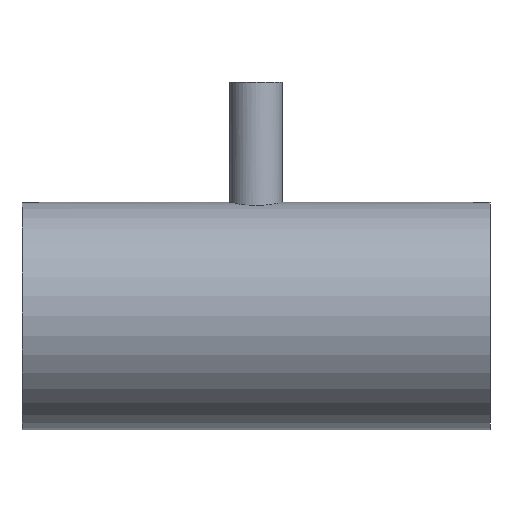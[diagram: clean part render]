
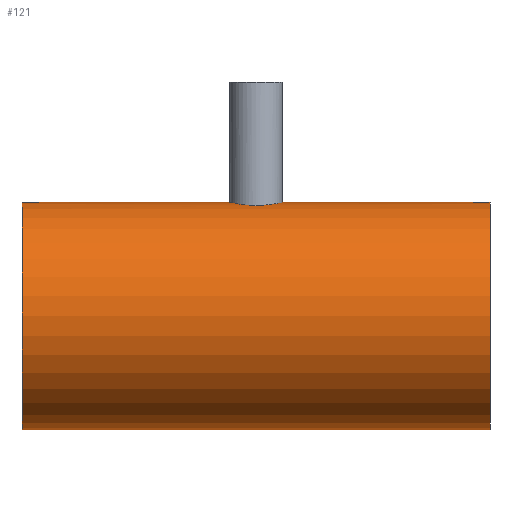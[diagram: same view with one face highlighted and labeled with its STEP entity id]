
A CAD part, front view. The second image highlights one B-rep face of the part: STEP entity #121.
In plain terms, the highlighted cylindrical face has radius 82.6 mm (diameter 165.2 mm), a full revolution.
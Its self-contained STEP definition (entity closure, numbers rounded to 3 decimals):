
#21=FACE_BOUND('',#39,.T.);
#28=FACE_OUTER_BOUND('',#38,.T.);
#38=EDGE_LOOP('',(#104,#105,#106,#107));
#39=EDGE_LOOP('',(#108,#109));
#46=CIRCLE('',#152,82.6);
#47=CIRCLE('',#154,82.6);
#51=LINE('',#350,#55);
#55=VECTOR('',#185,82.6);
#58=B_SPLINE_CURVE_WITH_KNOTS('',3,(#275,#276,#277,#278,#279,#280,#281,
#282,#283,#284,#285,#286,#287,#288,#289,#290,#291,#292),.UNSPECIFIED.,.F.,
 .F.,(4,2,2,2,2,2,2,2,4),(0.,0.36,0.72,1.081,
1.441,1.801,2.161,2.521,2.882),
 .UNSPECIFIED.);
#59=B_SPLINE_CURVE_WITH_KNOTS('',3,(#293,#294,#295,#296,#297,#298,#299,
#300,#301,#302,#303,#304,#305,#306,#307,#308,#309,#310,#311,#312,#313,#314,
#315,#316,#317,#318,#319,#320,#321,#322,#323,#324,#325,#326,#327,#328,#329,
#330,#331,#332,#333,#334,#335,#336,#337,#338,#339,#340,#341,#342),
 .UNSPECIFIED.,.F.,.F.,(4,2,2,2,2,2,2,2,2,2,2,2,2,2,2,2,2,2,2,2,2,2,2,2,
4),(2.882,3.242,3.602,3.962,
4.322,4.682,5.043,5.403,5.763,
6.123,6.484,6.844,7.204,7.564,
7.924,8.284,8.645,9.005,9.365,
9.725,10.085,10.446,10.806,11.166,
11.526),.UNSPECIFIED.);
#66=VERTEX_POINT('',#272);
#67=VERTEX_POINT('',#274);
#68=VERTEX_POINT('',#345);
#69=VERTEX_POINT('',#348);
#79=EDGE_CURVE('',#67,#66,#58,.T.);
#80=EDGE_CURVE('',#66,#67,#59,.T.);
#81=EDGE_CURVE('',#68,#68,#46,.T.);
#82=EDGE_CURVE('',#69,#69,#47,.T.);
#83=EDGE_CURVE('',#69,#68,#51,.T.);
#104=ORIENTED_EDGE('',*,*,#82,.F.);
#105=ORIENTED_EDGE('',*,*,#83,.T.);
#106=ORIENTED_EDGE('',*,*,#81,.F.);
#107=ORIENTED_EDGE('',*,*,#83,.F.);
#108=ORIENTED_EDGE('',*,*,#79,.T.);
#109=ORIENTED_EDGE('',*,*,#80,.T.);
#115=CYLINDRICAL_SURFACE('',#153,82.6);
#121=ADVANCED_FACE('',(#28,#21),#115,.T.);
#152=AXIS2_PLACEMENT_3D('',#346,#179,#180);
#153=AXIS2_PLACEMENT_3D('',#347,#181,#182);
#154=AXIS2_PLACEMENT_3D('',#349,#183,#184);
#179=DIRECTION('center_axis',(-1.,0.,0.));
#180=DIRECTION('ref_axis',(0.,1.,0.));
#181=DIRECTION('center_axis',(1.,0.,0.));
#182=DIRECTION('ref_axis',(0.,1.,0.));
#183=DIRECTION('center_axis',(1.,0.,0.));
#184=DIRECTION('ref_axis',(0.,1.,0.));
#185=DIRECTION('',(-1.,0.,0.));
#272=CARTESIAN_POINT('',(-19.05,0.,82.6));
#274=CARTESIAN_POINT('',(0.,-19.05,80.373));
#275=CARTESIAN_POINT('Ctrl Pts',(0.,-19.05,80.373));
#276=CARTESIAN_POINT('Ctrl Pts',(-1.201,-19.05,80.373));
#277=CARTESIAN_POINT('Ctrl Pts',(-2.441,-18.935,80.401));
#278=CARTESIAN_POINT('Ctrl Pts',(-4.905,-18.45,80.513));
#279=CARTESIAN_POINT('Ctrl Pts',(-6.129,-18.082,80.598));
#280=CARTESIAN_POINT('Ctrl Pts',(-8.475,-17.108,80.81));
#281=CARTESIAN_POINT('Ctrl Pts',(-9.598,-16.503,80.938));
#282=CARTESIAN_POINT('Ctrl Pts',(-11.674,-15.106,81.21));
#283=CARTESIAN_POINT('Ctrl Pts',(-12.627,-14.314,81.355));
#284=CARTESIAN_POINT('Ctrl Pts',(-14.314,-12.627,81.634));
#285=CARTESIAN_POINT('Ctrl Pts',(-15.106,-11.674,81.778));
#286=CARTESIAN_POINT('Ctrl Pts',(-16.503,-9.598,82.047));
#287=CARTESIAN_POINT('Ctrl Pts',(-17.108,-8.475,82.173));
#288=CARTESIAN_POINT('Ctrl Pts',(-18.082,-6.129,82.381));
#289=CARTESIAN_POINT('Ctrl Pts',(-18.45,-4.905,82.463));
#290=CARTESIAN_POINT('Ctrl Pts',(-18.935,-2.441,82.573));
#291=CARTESIAN_POINT('Ctrl Pts',(-19.05,-1.201,82.6));
#292=CARTESIAN_POINT('Ctrl Pts',(-19.05,0.,82.6));
#293=CARTESIAN_POINT('Ctrl Pts',(-19.05,0.,82.6));
#294=CARTESIAN_POINT('Ctrl Pts',(-19.05,1.201,82.6));
#295=CARTESIAN_POINT('Ctrl Pts',(-18.935,2.441,82.573));
#296=CARTESIAN_POINT('Ctrl Pts',(-18.45,4.905,82.463));
#297=CARTESIAN_POINT('Ctrl Pts',(-18.082,6.129,82.381));
#298=CARTESIAN_POINT('Ctrl Pts',(-17.108,8.475,82.173));
#299=CARTESIAN_POINT('Ctrl Pts',(-16.503,9.598,82.047));
#300=CARTESIAN_POINT('Ctrl Pts',(-15.106,11.674,81.778));
#301=CARTESIAN_POINT('Ctrl Pts',(-14.314,12.627,81.634));
#302=CARTESIAN_POINT('Ctrl Pts',(-12.627,14.314,81.355));
#303=CARTESIAN_POINT('Ctrl Pts',(-11.674,15.106,81.21));
#304=CARTESIAN_POINT('Ctrl Pts',(-9.598,16.503,80.938));
#305=CARTESIAN_POINT('Ctrl Pts',(-8.475,17.108,80.81));
#306=CARTESIAN_POINT('Ctrl Pts',(-6.129,18.082,80.598));
#307=CARTESIAN_POINT('Ctrl Pts',(-4.905,18.45,80.513));
#308=CARTESIAN_POINT('Ctrl Pts',(-2.441,18.935,80.401));
#309=CARTESIAN_POINT('Ctrl Pts',(-1.201,19.05,80.373));
#310=CARTESIAN_POINT('Ctrl Pts',(1.201,19.05,80.373));
#311=CARTESIAN_POINT('Ctrl Pts',(2.441,18.935,80.401));
#312=CARTESIAN_POINT('Ctrl Pts',(4.905,18.45,80.513));
#313=CARTESIAN_POINT('Ctrl Pts',(6.129,18.082,80.598));
#314=CARTESIAN_POINT('Ctrl Pts',(8.475,17.108,80.81));
#315=CARTESIAN_POINT('Ctrl Pts',(9.598,16.503,80.938));
#316=CARTESIAN_POINT('Ctrl Pts',(11.674,15.106,81.21));
#317=CARTESIAN_POINT('Ctrl Pts',(12.627,14.314,81.355));
#318=CARTESIAN_POINT('Ctrl Pts',(14.314,12.627,81.634));
#319=CARTESIAN_POINT('Ctrl Pts',(15.106,11.674,81.778));
#320=CARTESIAN_POINT('Ctrl Pts',(16.503,9.598,82.047));
#321=CARTESIAN_POINT('Ctrl Pts',(17.108,8.475,82.173));
#322=CARTESIAN_POINT('Ctrl Pts',(18.082,6.129,82.381));
#323=CARTESIAN_POINT('Ctrl Pts',(18.45,4.905,82.463));
#324=CARTESIAN_POINT('Ctrl Pts',(18.935,2.441,82.573));
#325=CARTESIAN_POINT('Ctrl Pts',(19.05,1.201,82.6));
#326=CARTESIAN_POINT('Ctrl Pts',(19.05,-1.201,82.6));
#327=CARTESIAN_POINT('Ctrl Pts',(18.935,-2.441,82.573));
#328=CARTESIAN_POINT('Ctrl Pts',(18.45,-4.905,82.463));
#329=CARTESIAN_POINT('Ctrl Pts',(18.082,-6.129,82.381));
#330=CARTESIAN_POINT('Ctrl Pts',(17.108,-8.475,82.173));
#331=CARTESIAN_POINT('Ctrl Pts',(16.503,-9.598,82.047));
#332=CARTESIAN_POINT('Ctrl Pts',(15.106,-11.674,81.778));
#333=CARTESIAN_POINT('Ctrl Pts',(14.314,-12.627,81.634));
#334=CARTESIAN_POINT('Ctrl Pts',(12.627,-14.314,81.355));
#335=CARTESIAN_POINT('Ctrl Pts',(11.674,-15.106,81.21));
#336=CARTESIAN_POINT('Ctrl Pts',(9.598,-16.503,80.938));
#337=CARTESIAN_POINT('Ctrl Pts',(8.475,-17.108,80.81));
#338=CARTESIAN_POINT('Ctrl Pts',(6.129,-18.082,80.598));
#339=CARTESIAN_POINT('Ctrl Pts',(4.905,-18.45,80.513));
#340=CARTESIAN_POINT('Ctrl Pts',(2.441,-18.935,80.401));
#341=CARTESIAN_POINT('Ctrl Pts',(1.201,-19.05,80.373));
#342=CARTESIAN_POINT('Ctrl Pts',(0.,-19.05,80.373));
#345=CARTESIAN_POINT('',(-170.,-82.6,0.));
#346=CARTESIAN_POINT('Origin',(-170.,0.,0.));
#347=CARTESIAN_POINT('Origin',(0.,0.,0.));
#348=CARTESIAN_POINT('',(170.,-82.6,0.));
#349=CARTESIAN_POINT('Origin',(170.,0.,0.));
#350=CARTESIAN_POINT('',(0.,-82.6,0.));
